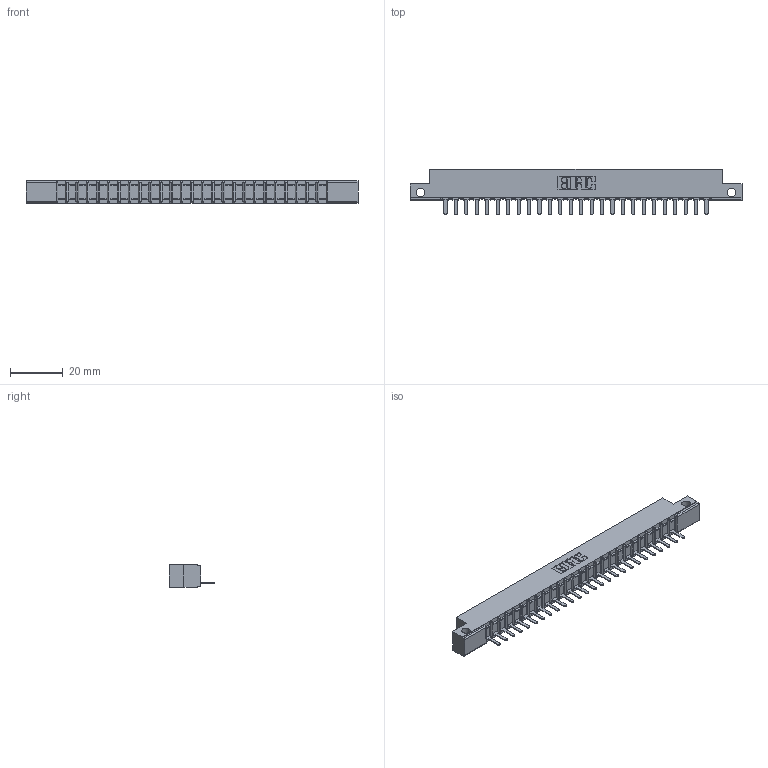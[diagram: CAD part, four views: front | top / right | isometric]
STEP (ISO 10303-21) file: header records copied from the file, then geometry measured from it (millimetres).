
FILE_DESCRIPTION (( 'STEP AP203' ), '1' );
FILE_NAME ('307-026-521-112.STEP', '2019-09-05T01:58:14', ( '' ), ( '' ), 'SwSTEP 2.0', 'SolidWorks 2016', '' );
FILE_SCHEMA (( 'CONFIG_CONTROL_DESIGN' ));
Length unit declared in the file: inch
Products named in the file (3): 307 Part_.128 Dia Side Mounting Holes; 307-290-002_521; 307-026-521-112
Assembly tree (27 placements, depth 2):
  307-026-521-112
    307 Part_.128 Dia Side Mounting Holes
    307-290-002_521  x26
Bounding box: 126.03 x 17.42 x 8.71 mm (x, y, z)
Volume: 8248.3 mm3; surface area: 15102.7 mm2
Topology: 27 solids, 27 shells, 2069 faces, 6355 edges, 4162 vertices
Faces by surface type: plane 1240, cylinder 775, sphere 54
Entity records: 24982 total; most frequent: CARTESIAN_POINT 4212, ORIENTED_EDGE 4202, DIRECTION 4099, EDGE_CURVE 2101, VECTOR 1601, LINE 1601, VERTEX_POINT 1362, AXIS2_PLACEMENT_3D 1249
